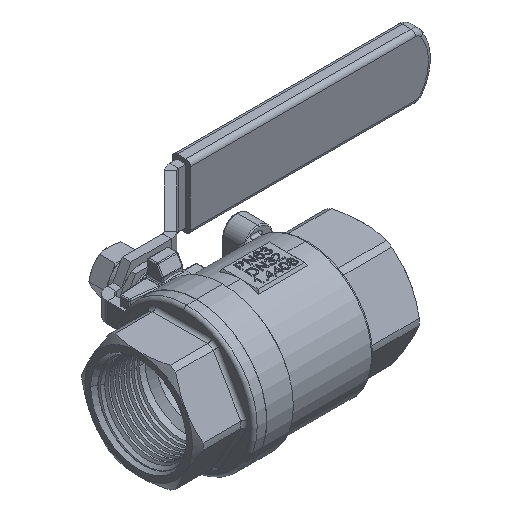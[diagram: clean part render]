
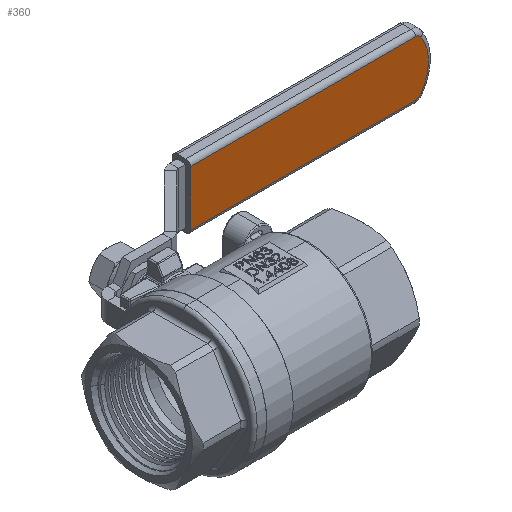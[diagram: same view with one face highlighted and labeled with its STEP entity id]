
A CAD part, isometric view. The second image highlights one B-rep face of the part: STEP entity #360.
In plain terms, the highlighted planar face has unit normal (0, -1, 0).
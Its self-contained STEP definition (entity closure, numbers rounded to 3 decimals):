
#191 = VERTEX_POINT ( 'NONE', #2678 ) ;
#306 = EDGE_CURVE ( 'NONE', #191, #307, #2911, .T. ) ;
#307 = VERTEX_POINT ( 'NONE', #2907 ) ;
#360 = ADVANCED_FACE ( 'NONE', ( #2991 ), #2990, .T. ) ;
#362 = EDGE_LOOP ( 'NONE', ( #378, #374, #371, #377, #366, #381 ) ) ;
#366 = ORIENTED_EDGE ( 'NONE', *, *, #367, .T. ) ;
#367 = EDGE_CURVE ( 'NONE', #369, #380, #3038, .T. ) ;
#368 = EDGE_CURVE ( 'NONE', #372, #369, #3033, .T. ) ;
#369 = VERTEX_POINT ( 'NONE', #3028 ) ;
#371 = ORIENTED_EDGE ( 'NONE', *, *, #376, .T. ) ;
#372 = VERTEX_POINT ( 'NONE', #3027 ) ;
#373 = EDGE_CURVE ( 'NONE', #191, #375, #3026, .T. ) ;
#374 = ORIENTED_EDGE ( 'NONE', *, *, #373, .T. ) ;
#375 = VERTEX_POINT ( 'NONE', #3022 ) ;
#376 = EDGE_CURVE ( 'NONE', #375, #372, #3020, .T. ) ;
#377 = ORIENTED_EDGE ( 'NONE', *, *, #368, .T. ) ;
#378 = ORIENTED_EDGE ( 'NONE', *, *, #306, .F. ) ;
#379 = EDGE_CURVE ( 'NONE', #380, #307, #3021, .T. ) ;
#380 = VERTEX_POINT ( 'NONE', #3077 ) ;
#381 = ORIENTED_EDGE ( 'NONE', *, *, #379, .T. ) ;
#2678 = CARTESIAN_POINT ( 'NONE',  ( 46., 72.932, -12.5 ) ) ;
#2907 = CARTESIAN_POINT ( 'NONE',  ( 46., 72.932, 12.5 ) ) ;
#2908 = DIRECTION ( 'NONE',  ( 0., 0., 1. ) ) ;
#2909 = VECTOR ( 'NONE', #2908, 1000. ) ;
#2910 = CARTESIAN_POINT ( 'NONE',  ( 46., 72.932, -14.5 ) ) ;
#2911 = LINE ( 'NONE', #2910, #2909 ) ;
#2986 = DIRECTION ( 'NONE',  ( 0., 0., -1. ) ) ;
#2987 = DIRECTION ( 'NONE',  ( 0., -1., 0. ) ) ;
#2988 = CARTESIAN_POINT ( 'NONE',  ( 148.098, 72.932, 9.5 ) ) ;
#2989 = AXIS2_PLACEMENT_3D ( 'NONE', #2988, #2987, #2986 ) ;
#2990 = PLANE ( 'NONE',  #2989 ) ;
#2991 = FACE_OUTER_BOUND ( 'NONE', #362, .T. ) ;
#3013 = DIRECTION ( 'NONE',  ( -1., 0., 0. ) ) ;
#3014 = VECTOR ( 'NONE', #3013, 1000. ) ;
#3015 = CARTESIAN_POINT ( 'NONE',  ( 46., 72.932, 12.5 ) ) ;
#3016 = DIRECTION ( 'NONE',  ( 0., 0., -1. ) ) ;
#3017 = DIRECTION ( 'NONE',  ( 0., -1., 0. ) ) ;
#3018 = CARTESIAN_POINT ( 'NONE',  ( 148.098, 72.932, -9.5 ) ) ;
#3019 = AXIS2_PLACEMENT_3D ( 'NONE', #3018, #3017, #3016 ) ;
#3020 = CIRCLE ( 'NONE', #3019, 3. ) ;
#3021 = LINE ( 'NONE', #3015, #3014 ) ;
#3022 = CARTESIAN_POINT ( 'NONE',  ( 148.098, 72.932, -12.5 ) ) ;
#3023 = DIRECTION ( 'NONE',  ( 1., 0., 0. ) ) ;
#3024 = VECTOR ( 'NONE', #3023, 1000. ) ;
#3025 = CARTESIAN_POINT ( 'NONE',  ( 148.098, 72.932, -12.5 ) ) ;
#3026 = LINE ( 'NONE', #3025, #3024 ) ;
#3027 = CARTESIAN_POINT ( 'NONE',  ( 150.586, 72.932, -11.176 ) ) ;
#3028 = CARTESIAN_POINT ( 'NONE',  ( 150.586, 72.932, 11.176 ) ) ;
#3029 = DIRECTION ( 'NONE',  ( 0., 0., -1. ) ) ;
#3030 = DIRECTION ( 'NONE',  ( 0., -1., 0. ) ) ;
#3031 = CARTESIAN_POINT ( 'NONE',  ( 134., 72.932, 0. ) ) ;
#3032 = AXIS2_PLACEMENT_3D ( 'NONE', #3031, #3030, #3029 ) ;
#3033 = CIRCLE ( 'NONE', #3032, 20. ) ;
#3034 = DIRECTION ( 'NONE',  ( 0., 0., -1. ) ) ;
#3035 = DIRECTION ( 'NONE',  ( 0., -1., 0. ) ) ;
#3036 = CARTESIAN_POINT ( 'NONE',  ( 148.098, 72.932, 9.5 ) ) ;
#3037 = AXIS2_PLACEMENT_3D ( 'NONE', #3036, #3035, #3034 ) ;
#3038 = CIRCLE ( 'NONE', #3037, 3. ) ;
#3077 = CARTESIAN_POINT ( 'NONE',  ( 148.098, 72.932, 12.5 ) ) ;
